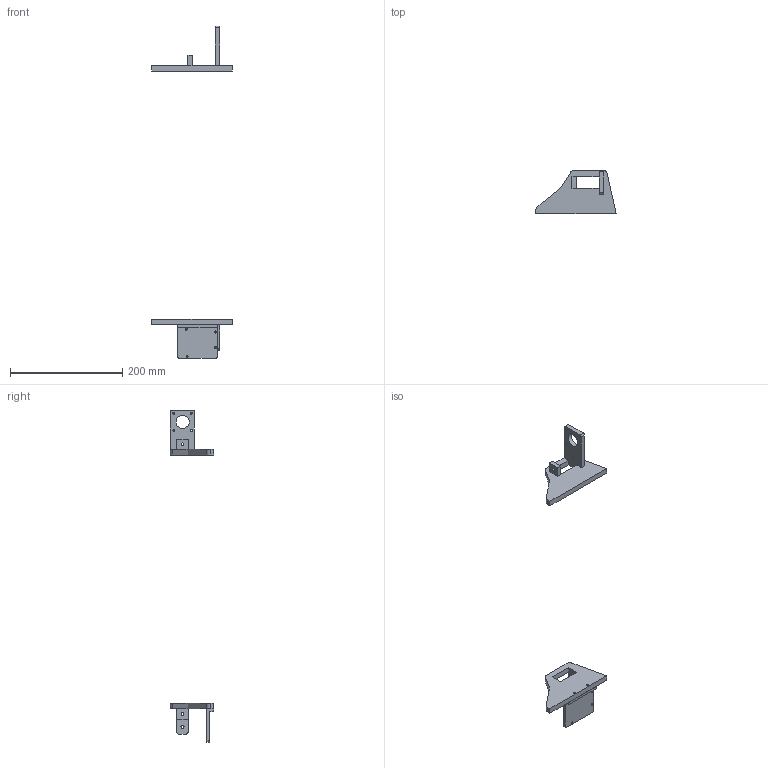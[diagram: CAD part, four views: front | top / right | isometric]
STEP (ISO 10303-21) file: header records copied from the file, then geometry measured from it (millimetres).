
FILE_DESCRIPTION(/* description */ ('STEP AP242','CAx-IF Rec.Pracs.---Representation and Presentation of Product Manufacturing Information (PMI)---4.0---2014-10-13','CAx-IF Rec.Pracs.---3D Tessellated Geometry---0.4---2014-09-14','2;1'),/* implementation_level */ '2;1');
FILE_NAME(/* name */ '663f7e1ef0ed805b5e919577',/* time_stamp */ '2024-05-11T14:18:07Z',/* author */ (''),/* organization */ (''),/* preprocessor_version */ 'ST-DEVELOPER v20',/* originating_system */ ' ',/* authorisation */ ' ');
FILE_SCHEMA (('AP242_MANAGED_MODEL_BASED_3D_ENGINEERING_MIM_LF { 1 0 10303 442 1 1 4 }'));
Length unit declared in the file: metre
Products named in the file (3): left foot; arduino plate; right foot
Bounding box: 143.38 x 77.2 x 592.43 mm (x, y, z)
Volume: 196481.9 mm3; surface area: 61633 mm2
Topology: 3 solids, 3 shells, 80 faces, 221 edges, 146 vertices
Faces by surface type: plane 49, cylinder 30, torus 1
Full cylindrical faces by diameter (mm): 3.5 x4, 3.6 x8, 4.8 x4, 5.5 x1, 23.6 x1
Entity records: 2593 total; most frequent: CARTESIAN_POINT 430, DIRECTION 427, ORIENTED_EDGE 400, EDGE_CURVE 200, AXIS2_PLACEMENT_3D 145, VERTEX_POINT 143, LINE 137, VECTOR 137
